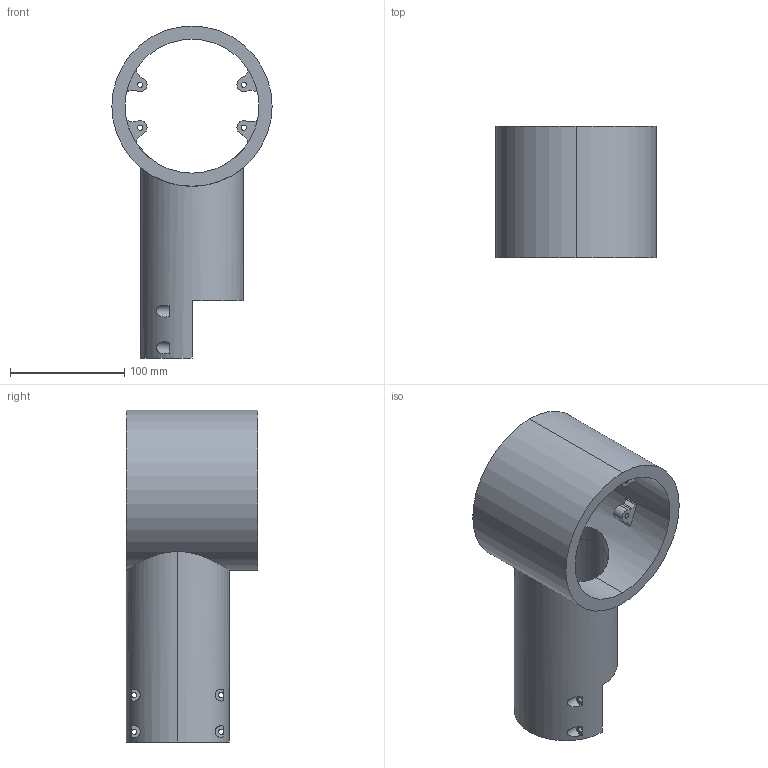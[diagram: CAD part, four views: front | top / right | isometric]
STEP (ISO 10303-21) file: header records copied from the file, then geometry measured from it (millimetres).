
FILE_DESCRIPTION (( 'STEP AP214' ), '1' );
FILE_NAME ('link3.STEP', '2025-11-25T10:32:12', ( '' ), ( '' ), 'SwSTEP 2.0', 'SolidWorks 2025', '' );
FILE_SCHEMA (( 'AUTOMOTIVE_DESIGN' ));
Length unit declared in the file: millimetre
Products named in the file (1): link3
Bounding box: 140 x 115 x 290 mm (x, y, z)
Volume: 779362.9 mm3; surface area: 180612.3 mm2
Topology: 2 solids, 2 shells, 121 faces, 332 edges, 218 vertices
Faces by surface type: cylinder 66, plane 39, torus 8, cone 4, bspline 4
Entity records: 5098 total; most frequent: CARTESIAN_POINT 1936, ORIENTED_EDGE 664, DIRECTION 654, EDGE_CURVE 332, AXIS2_PLACEMENT_3D 266, VERTEX_POINT 218, EDGE_LOOP 148, CIRCLE 148
